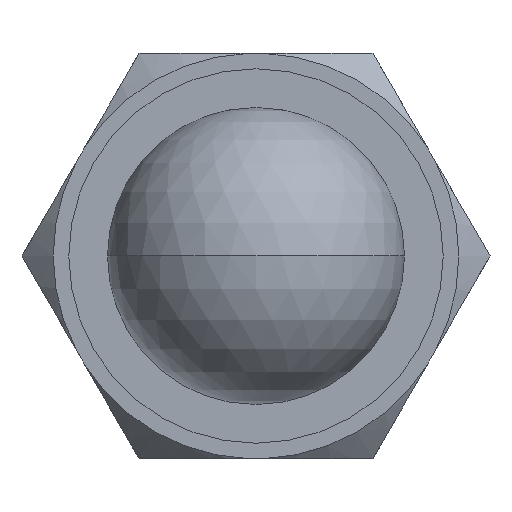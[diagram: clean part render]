
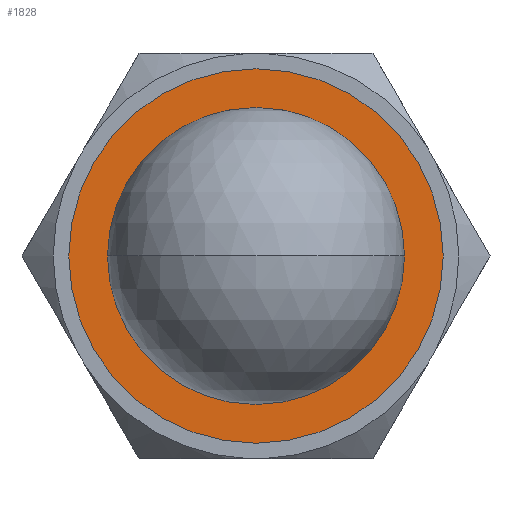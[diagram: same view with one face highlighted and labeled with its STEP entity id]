
A CAD part, left-side view. The second image highlights one B-rep face of the part: STEP entity #1828.
In plain terms, the highlighted planar face has unit normal (-1, 0, 0).
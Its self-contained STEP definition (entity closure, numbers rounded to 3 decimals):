
#38 = DIRECTION ( 'NONE',  ( 1., 0., 0. ) ) ;
#39 = CIRCLE ( 'NONE', #377, 3. ) ;
#245 = FACE_OUTER_BOUND ( 'NONE', #2229, .T. ) ;
#254 = VERTEX_POINT ( 'NONE', #2861 ) ;
#377 = AXIS2_PLACEMENT_3D ( 'NONE', #2541, #1017, #2569 ) ;
#469 = ORIENTED_EDGE ( 'NONE', *, *, #2002, .F. ) ;
#571 = DIRECTION ( 'NONE',  ( -1., 0., 0. ) ) ;
#609 = CARTESIAN_POINT ( 'NONE',  ( 1.5, 0., 0. ) ) ;
#800 = CARTESIAN_POINT ( 'NONE',  ( 1.5, 0., 1.4 ) ) ;
#947 = CIRCLE ( 'NONE', #2431, 3. ) ;
#961 = AXIS2_PLACEMENT_3D ( 'NONE', #609, #2331, #1930 ) ;
#1017 = DIRECTION ( 'NONE',  ( 1., 0., 0. ) ) ;
#1036 = VERTEX_POINT ( 'NONE', #800 ) ;
#1041 = EDGE_CURVE ( 'NONE', #1036, #2466, #1804, .T. ) ;
#1051 = CARTESIAN_POINT ( 'NONE',  ( 1.5, 0., 0. ) ) ;
#1127 = EDGE_LOOP ( 'NONE', ( #2731, #2463 ) ) ;
#1213 = AXIS2_PLACEMENT_3D ( 'NONE', #2715, #38, #1827 ) ;
#1386 = AXIS2_PLACEMENT_3D ( 'NONE', #2334, #571, #1431 ) ;
#1431 = DIRECTION ( 'NONE',  ( 0., 0., 1. ) ) ;
#1765 = DIRECTION ( 'NONE',  ( 0., 0., -1. ) ) ;
#1780 = VERTEX_POINT ( 'NONE', #1792 ) ;
#1792 = CARTESIAN_POINT ( 'NONE',  ( 1.5, 0., 3. ) ) ;
#1804 = CIRCLE ( 'NONE', #961, 1.4 ) ;
#1816 = PLANE ( 'NONE',  #1386 ) ;
#1827 = DIRECTION ( 'NONE',  ( 0., 0., -1. ) ) ;
#1828 = ADVANCED_FACE ( 'NONE', ( #2247, #245 ), #1816, .T. ) ;
#1930 = DIRECTION ( 'NONE',  ( 0., 0., -1. ) ) ;
#2002 = EDGE_CURVE ( 'NONE', #254, #1780, #947, .T. ) ;
#2052 = ORIENTED_EDGE ( 'NONE', *, *, #2453, .F. ) ;
#2189 = CIRCLE ( 'NONE', #1213, 1.4 ) ;
#2229 = EDGE_LOOP ( 'NONE', ( #469, #2052 ) ) ;
#2247 = FACE_BOUND ( 'NONE', #1127, .T. ) ;
#2331 = DIRECTION ( 'NONE',  ( 1., 0., 0. ) ) ;
#2334 = CARTESIAN_POINT ( 'NONE',  ( 1.5, 0., 0. ) ) ;
#2336 = EDGE_CURVE ( 'NONE', #2466, #1036, #2189, .T. ) ;
#2370 = CARTESIAN_POINT ( 'NONE',  ( 1.5, 0., -1.4 ) ) ;
#2431 = AXIS2_PLACEMENT_3D ( 'NONE', #1051, #2828, #1765 ) ;
#2453 = EDGE_CURVE ( 'NONE', #1780, #254, #39, .T. ) ;
#2463 = ORIENTED_EDGE ( 'NONE', *, *, #1041, .T. ) ;
#2466 = VERTEX_POINT ( 'NONE', #2370 ) ;
#2541 = CARTESIAN_POINT ( 'NONE',  ( 1.5, 0., 0. ) ) ;
#2569 = DIRECTION ( 'NONE',  ( 0., 0., -1. ) ) ;
#2715 = CARTESIAN_POINT ( 'NONE',  ( 1.5, 0., 0. ) ) ;
#2731 = ORIENTED_EDGE ( 'NONE', *, *, #2336, .T. ) ;
#2828 = DIRECTION ( 'NONE',  ( 1., 0., 0. ) ) ;
#2861 = CARTESIAN_POINT ( 'NONE',  ( 1.5, 0., -3. ) ) ;
